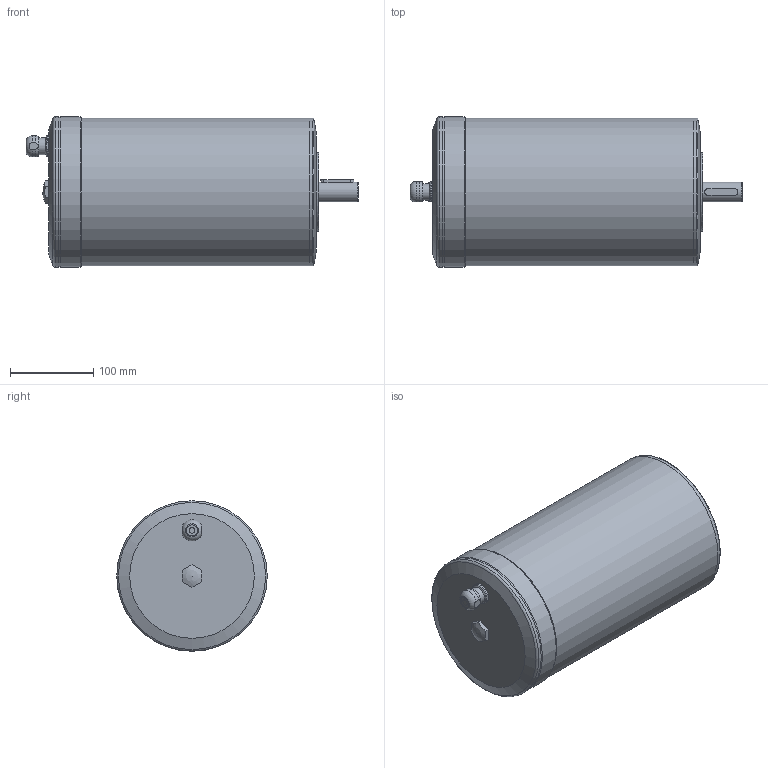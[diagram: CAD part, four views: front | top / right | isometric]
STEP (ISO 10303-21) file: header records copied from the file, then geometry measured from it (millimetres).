
FILE_DESCRIPTION(/* description */ ('Unknown'),/* implementation_level */ '2;1');
FILE_NAME(/* name */ 'SPMEKH6JTENN4KSA1-N---NNN',/* time_stamp */ '2024-03-15T13:07:49+01:00',/* author */ ('Unknown'),/* organization */ ('Unknown'),/* preprocessor_version */ 'ST-DEVELOPER v18.104',/* originating_system */ 'Solid Edge',/* authorisation */ 'Unknown');
FILE_SCHEMA (('AUTOMOTIVE_DESIGN {1 0 10303 214 3 1 1}'));
Length unit declared in the file: millimetre
Products named in the file (1): SPMEKH6JTENN4KSA1-N---NNN
Bounding box: 399.5 x 181 x 181 mm (x, y, z)
Volume: 8013975.2 mm3; surface area: 238617.1 mm2
Topology: 1 solids, 1 shells, 87 faces, 196 edges, 126 vertices
Faces by surface type: cylinder 32, plane 30, cone 18, torus 6, sphere 1
Full cylindrical faces by diameter (mm): 4.917 x2, 6.647 x8, 7 x1, 8.4 x1, 13.4 x1, 20 x1, 24 x1, 30 x1, 85 x1, 95 x1, 177.98 x1, 178 x2, 180.98 x2, 181 x3
Entity records: 2659 total; most frequent: CARTESIAN_POINT 387, DIRECTION 366, ORIENTED_EDGE 236, AXIS2_PLACEMENT_3D 168, FACE_BOUND 159, EDGE_LOOP 154, EDGE_CURVE 118, VERTEX_POINT 105
